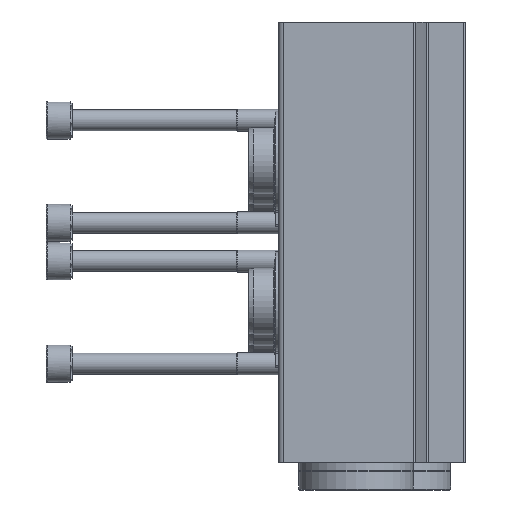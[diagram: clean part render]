
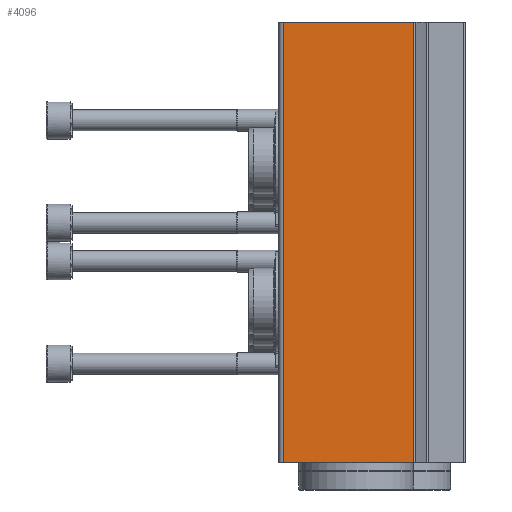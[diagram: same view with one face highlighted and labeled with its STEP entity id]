
A CAD part, left-side view. The second image highlights one B-rep face of the part: STEP entity #4096.
In plain terms, the highlighted planar face has unit normal (-1, 0, 0).
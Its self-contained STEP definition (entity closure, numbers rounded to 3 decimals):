
#126=PLANE('',#4423);
#530=ORIENTED_EDGE('',*,*,#1636,.F.);
#531=ORIENTED_EDGE('',*,*,#1635,.F.);
#532=ORIENTED_EDGE('',*,*,#1637,.T.);
#533=ORIENTED_EDGE('',*,*,#1638,.T.);
#1635=EDGE_CURVE('',#2188,#2186,#2587,.T.);
#1636=EDGE_CURVE('',#2186,#2189,#2588,.T.);
#1637=EDGE_CURVE('',#2188,#2190,#2589,.T.);
#1638=EDGE_CURVE('',#2190,#2189,#2590,.T.);
#2186=VERTEX_POINT('',#6420);
#2188=VERTEX_POINT('',#6424);
#2189=VERTEX_POINT('',#6428);
#2190=VERTEX_POINT('',#6430);
#2587=LINE('',#6425,#2875);
#2588=LINE('',#6427,#2876);
#2589=LINE('',#6429,#2877);
#2590=LINE('',#6431,#2878);
#2875=VECTOR('',#4966,1000.);
#2876=VECTOR('',#4969,1000.);
#2877=VECTOR('',#4970,1000.);
#2878=VECTOR('',#4971,1000.);
#3173=EDGE_LOOP('',(#530,#531,#532,#533));
#3589=FACE_BOUND('',#3173,.T.);
#4096=ADVANCED_FACE('',(#3589),#126,.T.);
#4423=AXIS2_PLACEMENT_3D('',#6426,#4967,#4968);
#4966=DIRECTION('',(0.,0.,1.));
#4967=DIRECTION('',(-1.,0.,0.));
#4968=DIRECTION('',(0.,0.,1.));
#4969=DIRECTION('',(0.,-1.,0.));
#4970=DIRECTION('',(0.,-1.,0.));
#4971=DIRECTION('',(0.,0.,1.));
#6420=CARTESIAN_POINT('',(-47.,41.5,0.));
#6424=CARTESIAN_POINT('',(-47.,41.5,-100.));
#6425=CARTESIAN_POINT('',(-47.,41.5,-100.));
#6426=CARTESIAN_POINT('',(-47.,41.5,-100.));
#6427=CARTESIAN_POINT('',(-47.,41.5,0.));
#6428=CARTESIAN_POINT('',(-47.,11.858,0.));
#6429=CARTESIAN_POINT('',(-47.,41.5,-100.));
#6430=CARTESIAN_POINT('',(-47.,11.858,-100.));
#6431=CARTESIAN_POINT('',(-47.,11.858,-100.));
